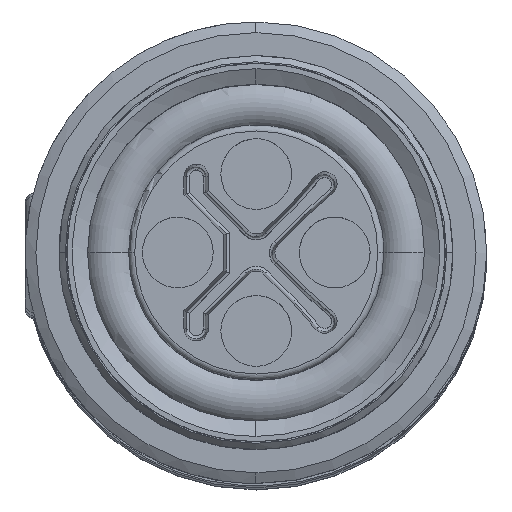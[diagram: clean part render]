
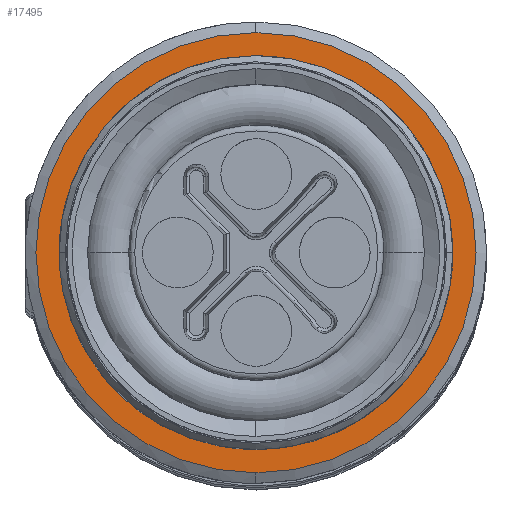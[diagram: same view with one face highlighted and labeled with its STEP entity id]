
A CAD part, top view. The second image highlights one B-rep face of the part: STEP entity #17495.
In plain terms, the highlighted planar face has unit normal (0, 0, 1).
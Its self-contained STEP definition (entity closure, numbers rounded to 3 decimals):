
#17392=AXIS2_PLACEMENT_3D('Circle Axis2P3D',#17390,#17391,$) ;
#17416=AXIS2_PLACEMENT_3D('Circle Axis2P3D',#17414,#17415,$) ;
#17429=AXIS2_PLACEMENT_3D('Plane Axis2P3D',#17426,#17427,#17428) ;
#17387=CARTESIAN_POINT('Vertex',(7.5,14.654,132.1)) ;
#17390=CARTESIAN_POINT('Axis2P3D Location',(7.5,7.5,132.1)) ;
#17394=CARTESIAN_POINT('Vertex',(7.5,0.346,132.1)) ;
#17414=CARTESIAN_POINT('Axis2P3D Location',(7.5,7.5,132.1)) ;
#17426=CARTESIAN_POINT('Axis2P3D Location',(7.5,14.654,132.1)) ;
#17436=CARTESIAN_POINT('Control Point',(7.5,1.1,132.1)) ;
#17437=CARTESIAN_POINT('Control Point',(8.12,1.1,132.1)) ;
#17438=CARTESIAN_POINT('Control Point',(8.739,1.175,132.1)) ;
#17439=CARTESIAN_POINT('Control Point',(9.347,1.325,132.1)) ;
#17440=CARTESIAN_POINT('Control Point',(10.514,1.769,132.1)) ;
#17441=CARTESIAN_POINT('Control Point',(11.541,2.479,132.1)) ;
#17442=CARTESIAN_POINT('Control Point',(12.009,2.894,132.1)) ;
#17443=CARTESIAN_POINT('Control Point',(12.835,3.83,132.1)) ;
#17444=CARTESIAN_POINT('Control Point',(13.414,4.936,132.1)) ;
#17445=CARTESIAN_POINT('Control Point',(13.634,5.522,132.1)) ;
#17446=CARTESIAN_POINT('Control Point',(13.93,6.735,132.1)) ;
#17447=CARTESIAN_POINT('Control Point',(13.927,7.983,132.1)) ;
#17448=CARTESIAN_POINT('Control Point',(13.85,8.604,132.1)) ;
#17449=CARTESIAN_POINT('Control Point',(13.547,9.815,132.1)) ;
#17450=CARTESIAN_POINT('Control Point',(12.964,10.919,132.1)) ;
#17451=CARTESIAN_POINT('Control Point',(12.606,11.433,132.1)) ;
#17452=CARTESIAN_POINT('Control Point',(11.774,12.364,132.1)) ;
#17453=CARTESIAN_POINT('Control Point',(10.744,13.069,132.1)) ;
#17454=CARTESIAN_POINT('Control Point',(10.189,13.358,132.1)) ;
#17455=CARTESIAN_POINT('Control Point',(9.318,13.683,132.1)) ;
#17456=CARTESIAN_POINT('Control Point',(8.408,13.846,132.1)) ;
#17457=CARTESIAN_POINT('Control Point',(8.106,13.882,132.1)) ;
#17458=CARTESIAN_POINT('Control Point',(7.803,13.9,132.1)) ;
#17459=CARTESIAN_POINT('Control Point',(7.5,13.9,132.1)) ;
#17460=CARTESIAN_POINT('Vertex',(7.5,1.1,132.1)) ;
#17462=CARTESIAN_POINT('Vertex',(7.5,13.9,132.1)) ;
#17466=CARTESIAN_POINT('Control Point',(7.5,13.9,132.1)) ;
#17467=CARTESIAN_POINT('Control Point',(6.88,13.9,132.1)) ;
#17468=CARTESIAN_POINT('Control Point',(6.261,13.825,132.1)) ;
#17469=CARTESIAN_POINT('Control Point',(5.653,13.675,132.1)) ;
#17470=CARTESIAN_POINT('Control Point',(4.486,13.231,132.1)) ;
#17471=CARTESIAN_POINT('Control Point',(3.459,12.521,132.1)) ;
#17472=CARTESIAN_POINT('Control Point',(2.991,12.106,132.1)) ;
#17473=CARTESIAN_POINT('Control Point',(2.165,11.17,132.1)) ;
#17474=CARTESIAN_POINT('Control Point',(1.586,10.064,132.1)) ;
#17475=CARTESIAN_POINT('Control Point',(1.366,9.478,132.1)) ;
#17476=CARTESIAN_POINT('Control Point',(1.07,8.265,132.1)) ;
#17477=CARTESIAN_POINT('Control Point',(1.073,7.017,132.1)) ;
#17478=CARTESIAN_POINT('Control Point',(1.15,6.396,132.1)) ;
#17479=CARTESIAN_POINT('Control Point',(1.453,5.185,132.1)) ;
#17480=CARTESIAN_POINT('Control Point',(2.036,4.081,132.1)) ;
#17481=CARTESIAN_POINT('Control Point',(2.394,3.567,132.1)) ;
#17482=CARTESIAN_POINT('Control Point',(3.226,2.636,132.1)) ;
#17483=CARTESIAN_POINT('Control Point',(4.256,1.931,132.1)) ;
#17484=CARTESIAN_POINT('Control Point',(4.811,1.642,132.1)) ;
#17485=CARTESIAN_POINT('Control Point',(5.682,1.317,132.1)) ;
#17486=CARTESIAN_POINT('Control Point',(6.592,1.154,132.1)) ;
#17487=CARTESIAN_POINT('Control Point',(6.894,1.118,132.1)) ;
#17488=CARTESIAN_POINT('Control Point',(7.197,1.1,132.1)) ;
#17489=CARTESIAN_POINT('Control Point',(7.5,1.1,132.1)) ;
#17391=DIRECTION('Axis2P3D Direction',(0.,0.,-1.)) ;
#17415=DIRECTION('Axis2P3D Direction',(0.,0.,-1.)) ;
#17427=DIRECTION('Axis2P3D Direction',(0.,0.,-1.)) ;
#17428=DIRECTION('Axis2P3D XDirection',(0.,-1.,0.)) ;
#17432=ORIENTED_EDGE('',*,*,#17418,.T.) ;
#17433=ORIENTED_EDGE('',*,*,#17396,.T.) ;
#17492=ORIENTED_EDGE('',*,*,#17464,.F.) ;
#17493=ORIENTED_EDGE('',*,*,#17490,.F.) ;
#17494=FACE_BOUND('',#17491,.T.) ;
#17495=ADVANCED_FACE('BREP_WITH_VOIDS #39',(#17434,#17494),#17430,.F.) ;
#17435=B_SPLINE_CURVE_WITH_KNOTS('',5,(#17436,#17437,#17438,#17439,#17440,#17441,#17442,#17443,#17444,#17445,#17446,#17447,#17448,#17449,#17450,#17451,#17452,#17453,#17454,#17455,#17456,#17457,#17458,#17459),.UNSPECIFIED.,.F.,.U.,(6,3,3,3,3,3,3,6),(0.,4.382,8.763,13.145,17.527,21.909,26.29,28.434),.UNSPECIFIED.) ;
#17465=B_SPLINE_CURVE_WITH_KNOTS('',5,(#17466,#17467,#17468,#17469,#17470,#17471,#17472,#17473,#17474,#17475,#17476,#17477,#17478,#17479,#17480,#17481,#17482,#17483,#17484,#17485,#17486,#17487,#17488,#17489),.UNSPECIFIED.,.F.,.U.,(6,3,3,3,3,3,3,6),(0.,4.382,8.763,13.145,17.527,21.909,26.29,28.434),.UNSPECIFIED.) ;
#17393=CIRCLE('generated circle',#17392,7.154) ;
#17417=CIRCLE('generated circle',#17416,7.154) ;
#17396=EDGE_CURVE('',#17395,#17388,#17393,.F.) ;
#17418=EDGE_CURVE('',#17388,#17395,#17417,.F.) ;
#17464=EDGE_CURVE('',#17461,#17463,#17435,.T.) ;
#17490=EDGE_CURVE('',#17463,#17461,#17465,.T.) ;
#17431=EDGE_LOOP('',(#17432,#17433)) ;
#17491=EDGE_LOOP('',(#17492,#17493)) ;
#17434=FACE_OUTER_BOUND('',#17431,.T.) ;
#17430=PLANE('',#17429) ;
#17388=VERTEX_POINT('',#17387) ;
#17395=VERTEX_POINT('',#17394) ;
#17461=VERTEX_POINT('',#17460) ;
#17463=VERTEX_POINT('',#17462) ;
